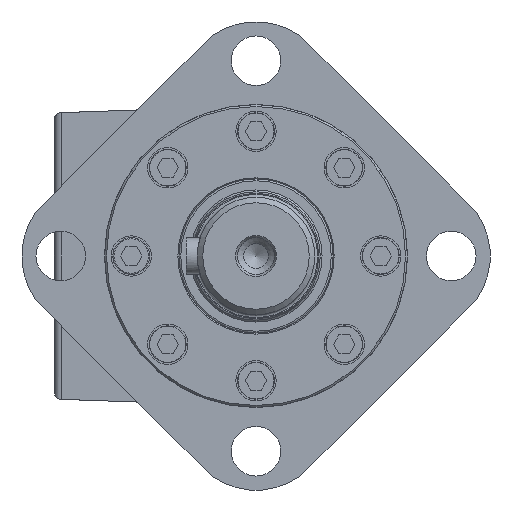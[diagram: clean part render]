
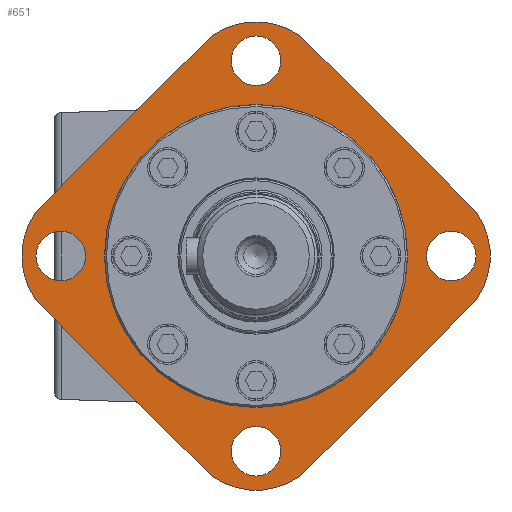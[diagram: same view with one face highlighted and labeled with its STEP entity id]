
A CAD part, left-side view. The second image highlights one B-rep face of the part: STEP entity #651.
In plain terms, the highlighted planar face has unit normal (-1, 0, 0).
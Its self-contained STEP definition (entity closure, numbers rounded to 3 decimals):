
#651 = ADVANCED_FACE( '', ( #1511, #1512, #1513, #1514, #1515, #1516 ), #1517, .F. );
#1511 = FACE_BOUND( '', #2613, .T. );
#1512 = FACE_BOUND( '', #2614, .T. );
#1513 = FACE_BOUND( '', #2615, .T. );
#1514 = FACE_BOUND( '', #2616, .T. );
#1515 = FACE_BOUND( '', #2617, .T. );
#1516 = FACE_OUTER_BOUND( '', #2618, .T. );
#1517 = PLANE( '', #2619 );
#2613 = EDGE_LOOP( '', ( #4260 ) );
#2614 = EDGE_LOOP( '', ( #4261 ) );
#2615 = EDGE_LOOP( '', ( #4262 ) );
#2616 = EDGE_LOOP( '', ( #4263 ) );
#2617 = EDGE_LOOP( '', ( #4264 ) );
#2618 = EDGE_LOOP( '', ( #4265, #4266, #4267, #4268, #4269, #4270, #4271, #4272 ) );
#2619 = AXIS2_PLACEMENT_3D( '', #4273, #4274, #4275 );
#4260 = ORIENTED_EDGE( '', *, *, #6207, .T. );
#4261 = ORIENTED_EDGE( '', *, *, #5966, .T. );
#4262 = ORIENTED_EDGE( '', *, *, #6208, .T. );
#4263 = ORIENTED_EDGE( '', *, *, #6209, .T. );
#4264 = ORIENTED_EDGE( '', *, *, #6210, .T. );
#4265 = ORIENTED_EDGE( '', *, *, #6211, .F. );
#4266 = ORIENTED_EDGE( '', *, *, #5924, .F. );
#4267 = ORIENTED_EDGE( '', *, *, #6212, .F. );
#4268 = ORIENTED_EDGE( '', *, *, #6138, .F. );
#4269 = ORIENTED_EDGE( '', *, *, #6213, .F. );
#4270 = ORIENTED_EDGE( '', *, *, #6214, .F. );
#4271 = ORIENTED_EDGE( '', *, *, #6099, .F. );
#4272 = ORIENTED_EDGE( '', *, *, #6215, .F. );
#4273 = CARTESIAN_POINT( '', ( 0., 0., 0. ) );
#4274 = DIRECTION( '', ( 1., 0., 0. ) );
#4275 = DIRECTION( '', ( 0., 0., -1. ) );
#5924 = EDGE_CURVE( '', #7001, #7002, #7003, .T. );
#5966 = EDGE_CURVE( '', #7072, #7072, #7073, .T. );
#6099 = EDGE_CURVE( '', #7283, #7284, #7285, .T. );
#6138 = EDGE_CURVE( '', #7341, #7342, #7343, .T. );
#6207 = EDGE_CURVE( '', #7441, #7441, #7442, .T. );
#6208 = EDGE_CURVE( '', #7443, #7443, #7444, .T. );
#6209 = EDGE_CURVE( '', #7445, #7445, #7446, .T. );
#6210 = EDGE_CURVE( '', #7447, #7447, #7448, .T. );
#6211 = EDGE_CURVE( '', #7002, #7449, #7450, .T. );
#6212 = EDGE_CURVE( '', #7342, #7001, #7451, .T. );
#6213 = EDGE_CURVE( '', #7452, #7341, #7453, .T. );
#6214 = EDGE_CURVE( '', #7284, #7452, #7454, .T. );
#6215 = EDGE_CURVE( '', #7449, #7283, #7455, .T. );
#7001 = VERTEX_POINT( '', #8558 );
#7002 = VERTEX_POINT( '', #8559 );
#7003 = CIRCLE( '', #8560, 20. );
#7072 = VERTEX_POINT( '', #8671 );
#7073 = CIRCLE( '', #8672, 6.75 );
#7283 = VERTEX_POINT( '', #9017 );
#7284 = VERTEX_POINT( '', #9018 );
#7285 = LINE( '', #9019, #9020 );
#7341 = VERTEX_POINT( '', #9108 );
#7342 = VERTEX_POINT( '', #9109 );
#7343 = CIRCLE( '', #9110, 20. );
#7441 = VERTEX_POINT( '', #9271 );
#7442 = CIRCLE( '', #9272, 41.3 );
#7443 = VERTEX_POINT( '', #9273 );
#7444 = CIRCLE( '', #9274, 6.75 );
#7445 = VERTEX_POINT( '', #9275 );
#7446 = CIRCLE( '', #9276, 6.75 );
#7447 = VERTEX_POINT( '', #9277 );
#7448 = CIRCLE( '', #9278, 6.75 );
#7449 = VERTEX_POINT( '', #9279 );
#7450 = LINE( '', #9280, #9281 );
#7451 = LINE( '', #9282, #9283 );
#7452 = VERTEX_POINT( '', #9284 );
#7453 = LINE( '', #9285, #9286 );
#7454 = CIRCLE( '', #9287, 20. );
#7455 = CIRCLE( '', #9288, 20. );
#8558 = CARTESIAN_POINT( '', ( 0., 57.983, -14.142 ) );
#8559 = CARTESIAN_POINT( '', ( 0., 57.983, 14.142 ) );
#8560 = AXIS2_PLACEMENT_3D( '', #10345, #10346, #10347 );
#8671 = CARTESIAN_POINT( '', ( 0., 0., 46.45 ) );
#8672 = AXIS2_PLACEMENT_3D( '', #10401, #10402, #10403 );
#9017 = CARTESIAN_POINT( '', ( 0., -14.142, 57.983 ) );
#9018 = CARTESIAN_POINT( '', ( 0., -57.983, 14.142 ) );
#9019 = CARTESIAN_POINT( '', ( 0., -14.142, 57.983 ) );
#9020 = VECTOR( '', #10553, 1000. );
#9108 = CARTESIAN_POINT( '', ( 0., -14.142, -57.983 ) );
#9109 = CARTESIAN_POINT( '', ( 0., 14.142, -57.983 ) );
#9110 = AXIS2_PLACEMENT_3D( '', #10588, #10589, #10590 );
#9271 = CARTESIAN_POINT( '', ( 0., 0., -41.3 ) );
#9272 = AXIS2_PLACEMENT_3D( '', #10658, #10659, #10660 );
#9273 = CARTESIAN_POINT( '', ( 0., -53.2, -6.75 ) );
#9274 = AXIS2_PLACEMENT_3D( '', #10661, #10662, #10663 );
#9275 = CARTESIAN_POINT( '', ( 0., 53.2, -6.75 ) );
#9276 = AXIS2_PLACEMENT_3D( '', #10664, #10665, #10666 );
#9277 = CARTESIAN_POINT( '', ( 0., 0., -59.95 ) );
#9278 = AXIS2_PLACEMENT_3D( '', #10667, #10668, #10669 );
#9279 = CARTESIAN_POINT( '', ( 0., 14.142, 57.983 ) );
#9280 = CARTESIAN_POINT( '', ( 0., 57.983, 14.142 ) );
#9281 = VECTOR( '', #10670, 1000. );
#9282 = CARTESIAN_POINT( '', ( 0., 14.142, -57.983 ) );
#9283 = VECTOR( '', #10671, 1000. );
#9284 = CARTESIAN_POINT( '', ( 0., -57.983, -14.142 ) );
#9285 = CARTESIAN_POINT( '', ( 0., -57.983, -14.142 ) );
#9286 = VECTOR( '', #10672, 1000. );
#9287 = AXIS2_PLACEMENT_3D( '', #10673, #10674, #10675 );
#9288 = AXIS2_PLACEMENT_3D( '', #10676, #10677, #10678 );
#10345 = CARTESIAN_POINT( '', ( 0., 43.841, 0. ) );
#10346 = DIRECTION( '', ( 1., 0., 0. ) );
#10347 = DIRECTION( '', ( 0., 0., -1. ) );
#10401 = CARTESIAN_POINT( '', ( 0., 0., 53.2 ) );
#10402 = DIRECTION( '', ( 1., 0., 0. ) );
#10403 = DIRECTION( '', ( 0., 0., -1. ) );
#10553 = DIRECTION( '', ( 0., -0.707, -0.707 ) );
#10588 = CARTESIAN_POINT( '', ( 0., 0., -43.841 ) );
#10589 = DIRECTION( '', ( 1., 0., 0. ) );
#10590 = DIRECTION( '', ( 0., 0., -1. ) );
#10658 = CARTESIAN_POINT( '', ( 0., 0., 0. ) );
#10659 = DIRECTION( '', ( 1., 0., 0. ) );
#10660 = DIRECTION( '', ( 0., 0., -1. ) );
#10661 = CARTESIAN_POINT( '', ( 0., -53.2, 0. ) );
#10662 = DIRECTION( '', ( 1., 0., 0. ) );
#10663 = DIRECTION( '', ( 0., 0., -1. ) );
#10664 = CARTESIAN_POINT( '', ( 0., 53.2, 0. ) );
#10665 = DIRECTION( '', ( 1., 0., 0. ) );
#10666 = DIRECTION( '', ( 0., 0., -1. ) );
#10667 = CARTESIAN_POINT( '', ( 0., 0., -53.2 ) );
#10668 = DIRECTION( '', ( 1., 0., 0. ) );
#10669 = DIRECTION( '', ( 0., 0., -1. ) );
#10670 = DIRECTION( '', ( 0., -0.707, 0.707 ) );
#10671 = DIRECTION( '', ( 0., 0.707, 0.707 ) );
#10672 = DIRECTION( '', ( 0., 0.707, -0.707 ) );
#10673 = CARTESIAN_POINT( '', ( 0., -43.841, 0. ) );
#10674 = DIRECTION( '', ( 1., 0., 0. ) );
#10675 = DIRECTION( '', ( 0., 0., -1. ) );
#10676 = CARTESIAN_POINT( '', ( 0., 0., 43.841 ) );
#10677 = DIRECTION( '', ( 1., 0., 0. ) );
#10678 = DIRECTION( '', ( 0., 0., -1. ) );
